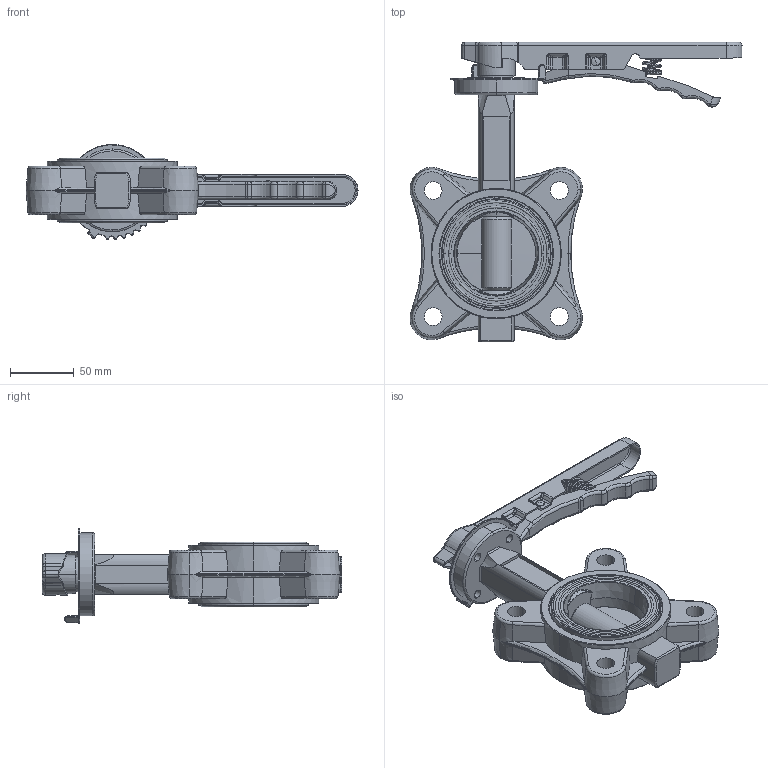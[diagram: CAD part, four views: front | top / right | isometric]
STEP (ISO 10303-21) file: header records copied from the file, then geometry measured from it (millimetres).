
FILE_DESCRIPTION (( 'STEP AP203' ), '1' );
FILE_NAME ('L9.000065L16C.STEP', '2023-03-09T07:54:36', ( '' ), ( '' ), 'SwSTEP 2.0', 'SolidWorks 2017', '' );
FILE_SCHEMA (( 'CONFIG_CONTROL_DESIGN' ));
Length unit declared in the file: millimetre
Products named in the file (1): L9.000065L16C
Bounding box: 260.06 x 234.5 x 74.31 mm (x, y, z)
Volume: 590066.6 mm3; surface area: 128075 mm2
Topology: 2 solids, 3 shells, 1193 faces, 3049 edges, 1885 vertices
Faces by surface type: cylinder 367, plane 353, torus 230, bspline 163, cone 72, sphere 8
Entity records: 47365 total; most frequent: CARTESIAN_POINT 19554, ORIENTED_EDGE 6050, DIRECTION 5577, EDGE_CURVE 3025, AXIS2_PLACEMENT_3D 2145, VERTEX_POINT 1883, LINE 1287, VECTOR 1287
